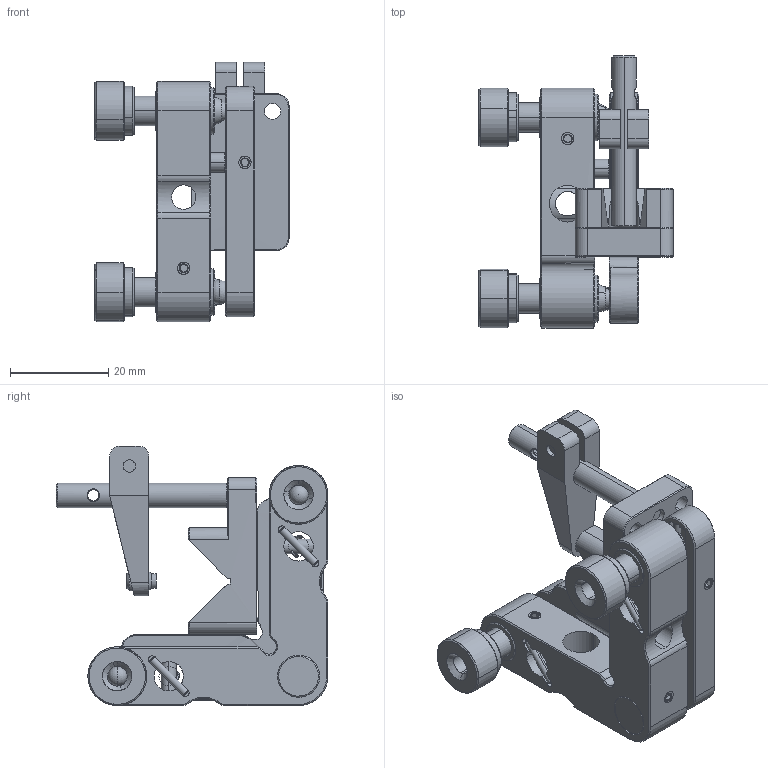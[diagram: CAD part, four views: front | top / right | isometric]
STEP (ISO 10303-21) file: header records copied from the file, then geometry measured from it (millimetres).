
FILE_DESCRIPTION (( 'STEP AP203' ), '1' );
FILE_NAME ('527950.STEP', '2021-05-18T01:14:15', ( '' ), ( '' ), 'SwSTEP 2.0', 'SolidWorks 2020', '' );
FILE_SCHEMA (( 'CONFIG_CONTROL_DESIGN' ));
Length unit declared in the file: millimetre
Products named in the file (1): 527950
Bounding box: 39.6 x 55.5 x 52.9 mm (x, y, z)
Surface area: 15888.5 mm2 (no closed solid volume)
Topology: 0 solids, 82 shells, 499 faces, 1449 edges, 1013 vertices
Faces by surface type: plane 177, cylinder 148, bspline 99, cone 69, sphere 6
Entity records: 42729 total; most frequent: CARTESIAN_POINT 30375, ORIENTED_EDGE 2422, DIRECTION 2392, EDGE_CURVE 1422, VERTEX_POINT 1004, AXIS2_PLACEMENT_3D 864, VECTOR 664, LINE 664
